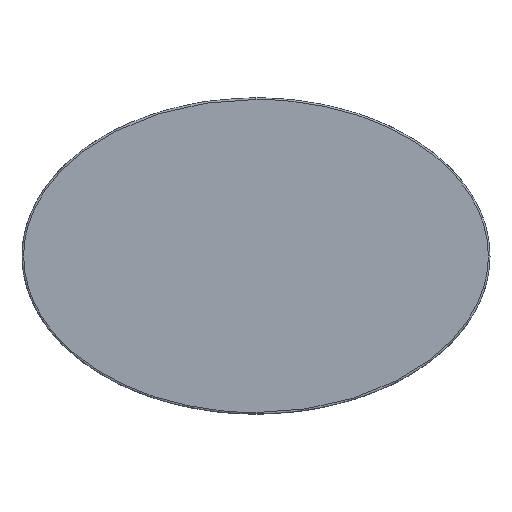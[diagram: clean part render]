
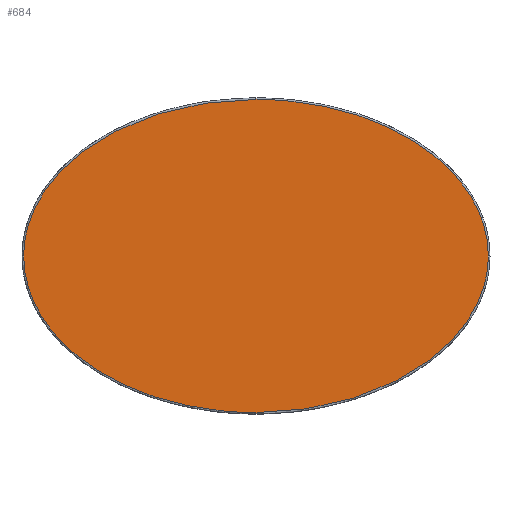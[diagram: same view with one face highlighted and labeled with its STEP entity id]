
A CAD part, top view. The second image highlights one B-rep face of the part: STEP entity #684.
In plain terms, the highlighted planar face has unit normal (0, 0, 1).
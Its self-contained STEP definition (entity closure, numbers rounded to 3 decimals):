
#224 = VERTEX_POINT('',#225);
#225 = CARTESIAN_POINT('',(-83.367,0.,2.));
#231 = EDGE_CURVE('',#224,#232,#234,.T.);
#232 = VERTEX_POINT('',#233);
#233 = CARTESIAN_POINT('',(0.,-56.167,2.));
#234 = ( BOUNDED_CURVE() B_SPLINE_CURVE(10,(#235,#236,#237,#238,#239,
    #240,#241,#242,#243,#244,#245),.UNSPECIFIED.,.F.,.F.) 
B_SPLINE_CURVE_WITH_KNOTS((11,11),(0.,111.343),
.PIECEWISE_BEZIER_KNOTS.) CURVE() GEOMETRIC_REPRESENTATION_ITEM() 
RATIONAL_B_SPLINE_CURVE((1.,1.,1.,1.,1.,
    1.,1.,1.,1.,1.,1.)) 
REPRESENTATION_ITEM('') );
#235 = CARTESIAN_POINT('',(-83.367,0.,2.));
#236 = CARTESIAN_POINT('',(-83.367,-8.775,2.));
#237 = CARTESIAN_POINT('',(-81.102,-17.55,2.));
#238 = CARTESIAN_POINT('',(-76.573,-26.042,2.));
#239 = CARTESIAN_POINT('',(-69.857,-33.973,2.));
#240 = CARTESIAN_POINT('',(-61.125,-41.024,2.));
#241 = CARTESIAN_POINT('',(-50.697,-46.941,2.));
#242 = CARTESIAN_POINT('',(-38.928,-51.519,2.));
#243 = CARTESIAN_POINT('',(-26.255,-54.618,2.));
#244 = CARTESIAN_POINT('',(-13.127,-56.167,2.));
#245 = CARTESIAN_POINT('',(0.,-56.167,2.));
#479 = EDGE_CURVE('',#232,#480,#482,.T.);
#480 = VERTEX_POINT('',#481);
#481 = CARTESIAN_POINT('',(83.367,0.,2.));
#482 = ( BOUNDED_CURVE() B_SPLINE_CURVE(10,(#483,#484,#485,#486,#487,
    #488,#489,#490,#491,#492,#493),.UNSPECIFIED.,.F.,.F.) 
B_SPLINE_CURVE_WITH_KNOTS((11,11),(111.343,222.687),
.PIECEWISE_BEZIER_KNOTS.) CURVE() GEOMETRIC_REPRESENTATION_ITEM() 
RATIONAL_B_SPLINE_CURVE((1.,1.,1.,1.,1.,1.,1.,1.,1.,1.,1.)) 
REPRESENTATION_ITEM('') );
#483 = CARTESIAN_POINT('',(0.,-56.167,2.));
#484 = CARTESIAN_POINT('',(13.127,-56.167,2.));
#485 = CARTESIAN_POINT('',(26.255,-54.618,2.));
#486 = CARTESIAN_POINT('',(38.928,-51.519,2.));
#487 = CARTESIAN_POINT('',(50.698,-46.941,2.));
#488 = CARTESIAN_POINT('',(61.125,-41.024,2.));
#489 = CARTESIAN_POINT('',(69.858,-33.973,2.));
#490 = CARTESIAN_POINT('',(76.573,-26.041,2.));
#491 = CARTESIAN_POINT('',(81.102,-17.551,2.));
#492 = CARTESIAN_POINT('',(83.367,-8.775,2.));
#493 = CARTESIAN_POINT('',(83.367,0.,2.));
#628 = VERTEX_POINT('',#629);
#629 = CARTESIAN_POINT('',(0.,56.167,2.));
#635 = EDGE_CURVE('',#628,#224,#636,.T.);
#636 = ( BOUNDED_CURVE() B_SPLINE_CURVE(10,(#637,#638,#639,#640,#641,
    #642,#643,#644,#645,#646,#647),.UNSPECIFIED.,.F.,.F.) 
B_SPLINE_CURVE_WITH_KNOTS((11,11),(334.03,445.373),
.PIECEWISE_BEZIER_KNOTS.) CURVE() GEOMETRIC_REPRESENTATION_ITEM() 
RATIONAL_B_SPLINE_CURVE((1.,1.,1.,1.,1.,1.,1.,1.,1.,1.,1.)) 
REPRESENTATION_ITEM('') );
#637 = CARTESIAN_POINT('',(0.,56.167,2.));
#638 = CARTESIAN_POINT('',(-13.127,56.167,2.));
#639 = CARTESIAN_POINT('',(-26.255,54.618,2.));
#640 = CARTESIAN_POINT('',(-38.928,51.519,2.));
#641 = CARTESIAN_POINT('',(-50.697,46.941,2.));
#642 = CARTESIAN_POINT('',(-61.125,41.024,2.));
#643 = CARTESIAN_POINT('',(-69.857,33.973,2.));
#644 = CARTESIAN_POINT('',(-76.573,26.042,2.));
#645 = CARTESIAN_POINT('',(-81.102,17.55,2.));
#646 = CARTESIAN_POINT('',(-83.367,8.775,2.));
#647 = CARTESIAN_POINT('',(-83.367,0.,2.));
#684 = ADVANCED_FACE('',(#685),#704,.T.);
#685 = FACE_BOUND('',#686,.T.);
#686 = EDGE_LOOP('',(#687,#688,#689,#703));
#687 = ORIENTED_EDGE('',*,*,#231,.T.);
#688 = ORIENTED_EDGE('',*,*,#479,.T.);
#689 = ORIENTED_EDGE('',*,*,#690,.T.);
#690 = EDGE_CURVE('',#480,#628,#691,.T.);
#691 = ( BOUNDED_CURVE() B_SPLINE_CURVE(10,(#692,#693,#694,#695,#696,
    #697,#698,#699,#700,#701,#702),.UNSPECIFIED.,.F.,.F.) 
B_SPLINE_CURVE_WITH_KNOTS((11,11),(222.687,334.03),
.PIECEWISE_BEZIER_KNOTS.) CURVE() GEOMETRIC_REPRESENTATION_ITEM() 
RATIONAL_B_SPLINE_CURVE((1.,1.,1.,1.,1.,1.,1.,1.,1.,1.,1.)) 
REPRESENTATION_ITEM('') );
#692 = CARTESIAN_POINT('',(83.367,0.,2.));
#693 = CARTESIAN_POINT('',(83.367,8.775,2.));
#694 = CARTESIAN_POINT('',(81.102,17.55,2.));
#695 = CARTESIAN_POINT('',(76.573,26.04,2.));
#696 = CARTESIAN_POINT('',(69.86,33.973,2.));
#697 = CARTESIAN_POINT('',(61.124,41.025,2.));
#698 = CARTESIAN_POINT('',(50.697,46.941,2.));
#699 = CARTESIAN_POINT('',(38.928,51.519,2.));
#700 = CARTESIAN_POINT('',(26.255,54.618,2.));
#701 = CARTESIAN_POINT('',(13.127,56.167,2.));
#702 = CARTESIAN_POINT('',(0.,56.167,2.));
#703 = ORIENTED_EDGE('',*,*,#635,.T.);
#704 = PLANE('',#705);
#705 = AXIS2_PLACEMENT_3D('',#706,#707,#708);
#706 = CARTESIAN_POINT('',(-83.825,0.,2.));
#707 = DIRECTION('',(0.,0.,1.));
#708 = DIRECTION('',(1.,0.,0.));
